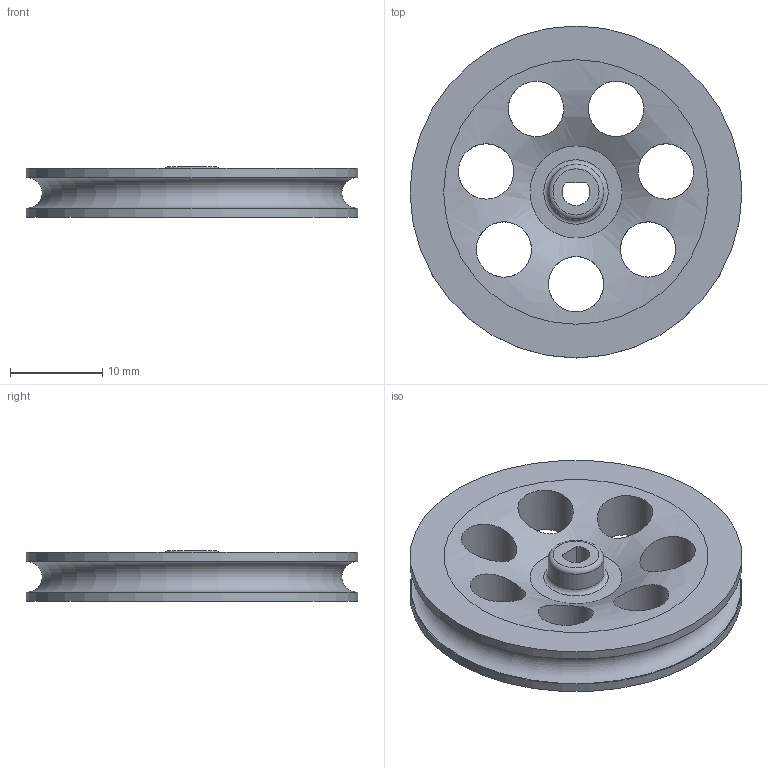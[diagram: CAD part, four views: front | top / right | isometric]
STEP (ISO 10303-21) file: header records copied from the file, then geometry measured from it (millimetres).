
FILE_DESCRIPTION(/* description */ (''),/* implementation_level */ '2;1');
FILE_NAME(/* name */ 'wheel v1.step',/* time_stamp */ '2019-11-19T21:17:35-05:00',/* author */ (''),/* organization */ (''),/* preprocessor_version */ 'ST-DEVELOPER v18',/* originating_system */ 'Autodesk Translation Framework v8.12.0.6',/* authorisation */ '');
FILE_SCHEMA (('AUTOMOTIVE_DESIGN { 1 0 10303 214 3 1 1 }'));
Length unit declared in the file: millimetre
Products named in the file (1): wheel
Bounding box: 36 x 36 x 5.5 mm (x, y, z)
Volume: 3411.4 mm3; surface area: 3154.5 mm2
Topology: 1 solids, 1 shells, 22 faces, 70 edges, 53 vertices
Faces by surface type: cylinder 11, plane 7, torus 3, bspline 1
Full cylindrical faces by diameter (mm): 6 x8, 36 x2
Entity records: 1177 total; most frequent: CARTESIAN_POINT 476, ORIENTED_EDGE 140, DIRECTION 134, EDGE_CURVE 70, AXIS2_PLACEMENT_3D 60, VERTEX_POINT 53, EDGE_LOOP 41, CIRCLE 38
